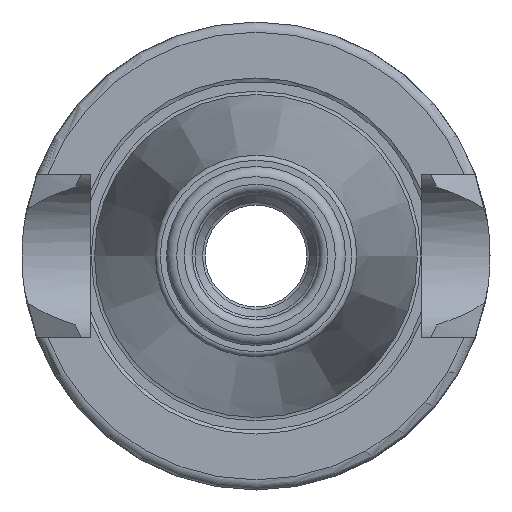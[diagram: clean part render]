
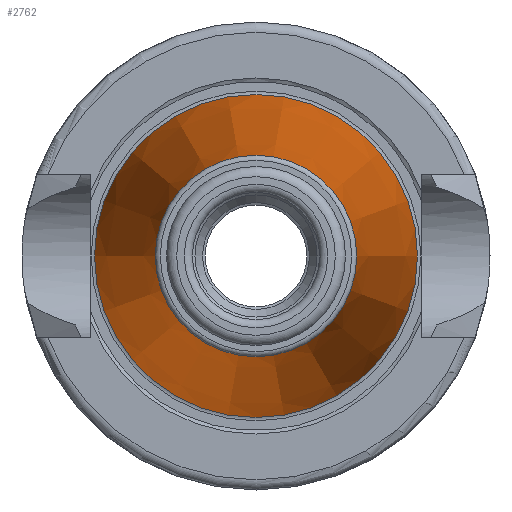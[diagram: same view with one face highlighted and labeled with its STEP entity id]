
A CAD part, left-side view. The second image highlights one B-rep face of the part: STEP entity #2762.
In plain terms, the highlighted conical face has half-angle 8.297 degrees and reference radius 12.887 mm.
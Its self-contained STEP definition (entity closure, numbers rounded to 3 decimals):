
#2728=CARTESIAN_POINT('',(-40.972,9.9,0.0));
#2729=VERTEX_POINT('',#2728);
#2730=CARTESIAN_POINT('',(-40.972,0.0,0.0));
#2731=DIRECTION('',(1.0,0.0,0.0));
#2732=DIRECTION('',(0.0,1.0,0.0));
#2733=AXIS2_PLACEMENT_3D('',#2730,#2731,#2732);
#2734=CIRCLE('',#2733,9.9);
#2735=EDGE_CURVE('',#2729,#2729,#2734,.T.);
#2743=CARTESIAN_POINT('',(-20.486,0.0,0.0));
#2744=DIRECTION('',(1.0,0.0,0.0));
#2745=DIRECTION('',(0.0,1.0,0.0));
#2746=AXIS2_PLACEMENT_3D('',#2743,#2744,#2745);
#2747=CONICAL_SURFACE('',#2746,12.887,8.297);
#2748=CARTESIAN_POINT('',(0.0,15.875,0.0));
#2749=VERTEX_POINT('',#2748);
#2750=CARTESIAN_POINT('',(0.0,0.0,0.0));
#2751=DIRECTION('',(1.0,0.0,0.0));
#2752=DIRECTION('',(0.0,1.0,0.0));
#2753=AXIS2_PLACEMENT_3D('',#2750,#2751,#2752);
#2754=CIRCLE('',#2753,15.875);
#2755=EDGE_CURVE('',#2749,#2749,#2754,.T.);
#2756=ORIENTED_EDGE('',*,*,#2755,.F.);
#2757=EDGE_LOOP('',(#2756));
#2758=FACE_OUTER_BOUND('',#2757,.T.);
#2759=ORIENTED_EDGE('',*,*,#2735,.T.);
#2760=EDGE_LOOP('',(#2759));
#2761=FACE_BOUND('',#2760,.T.);
#2762=ADVANCED_FACE('',(#2758,#2761),#2747,.T.);
